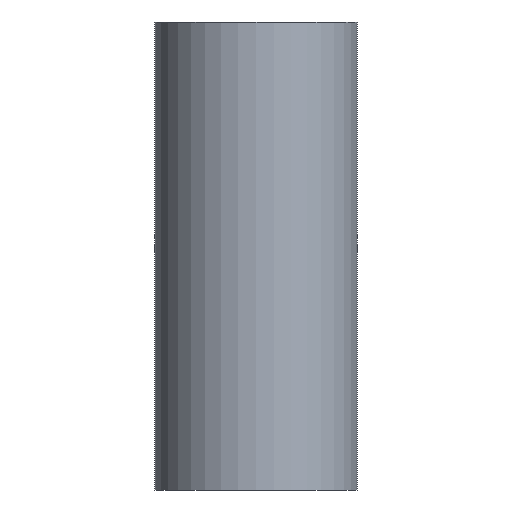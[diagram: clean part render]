
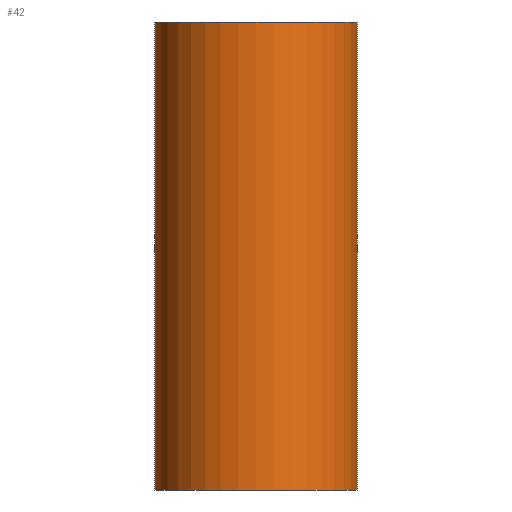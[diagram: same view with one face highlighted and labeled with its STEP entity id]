
A CAD part, front view. The second image highlights one B-rep face of the part: STEP entity #42.
In plain terms, the highlighted cylindrical face has radius 11 mm (diameter 22 mm), a partial arc.
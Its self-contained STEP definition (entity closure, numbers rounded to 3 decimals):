
#42 = ADVANCED_FACE ( 'NONE', ( #2315 ), #631, .T. ) ;
#81 = CARTESIAN_POINT ( 'NONE',  ( 11., 11., 50.8 ) ) ;
#199 = DIRECTION ( 'NONE',  ( 1., 0., 0. ) ) ;
#219 = CARTESIAN_POINT ( 'NONE',  ( 11., 11., 50.8 ) ) ;
#262 = DIRECTION ( 'NONE',  ( 0., 0., -1. ) ) ;
#292 = VERTEX_POINT ( 'NONE', #3774 ) ;
#410 = CIRCLE ( 'NONE', #1116, 11. ) ;
#631 = CYLINDRICAL_SURFACE ( 'NONE', #3852, 11. ) ;
#771 = CARTESIAN_POINT ( 'NONE',  ( -11., 11., 50.8 ) ) ;
#787 = DIRECTION ( 'NONE',  ( 0., 0., -1. ) ) ;
#790 = DIRECTION ( 'NONE',  ( 0., 0., -1. ) ) ;
#907 = EDGE_CURVE ( 'NONE', #2892, #292, #2467, .T. ) ;
#1116 = AXIS2_PLACEMENT_3D ( 'NONE', #3505, #3823, #4127 ) ;
#1139 = CARTESIAN_POINT ( 'NONE',  ( -11., 11., 0. ) ) ;
#1455 = DIRECTION ( 'NONE',  ( 0., 0., 1. ) ) ;
#1504 = ORIENTED_EDGE ( 'NONE', *, *, #2735, .T. ) ;
#1555 = ORIENTED_EDGE ( 'NONE', *, *, #2363, .F. ) ;
#1665 = LINE ( 'NONE', #219, #2877 ) ;
#1860 = LINE ( 'NONE', #771, #3400 ) ;
#2036 = AXIS2_PLACEMENT_3D ( 'NONE', #2418, #1455, #199 ) ;
#2315 = FACE_OUTER_BOUND ( 'NONE', #2942, .T. ) ;
#2363 = EDGE_CURVE ( 'NONE', #4131, #292, #1665, .T. ) ;
#2418 = CARTESIAN_POINT ( 'NONE',  ( 0., 11., 0. ) ) ;
#2435 = CARTESIAN_POINT ( 'NONE',  ( -11., 11., 50.8 ) ) ;
#2450 = EDGE_CURVE ( 'NONE', #3840, #4131, #410, .T. ) ;
#2467 = CIRCLE ( 'NONE', #2036, 11. ) ;
#2704 = CARTESIAN_POINT ( 'NONE',  ( 0., 11., 50.8 ) ) ;
#2735 = EDGE_CURVE ( 'NONE', #3840, #2892, #1860, .T. ) ;
#2877 = VECTOR ( 'NONE', #262, 1000. ) ;
#2892 = VERTEX_POINT ( 'NONE', #1139 ) ;
#2942 = EDGE_LOOP ( 'NONE', ( #1555, #3974, #1504, #3323 ) ) ;
#3323 = ORIENTED_EDGE ( 'NONE', *, *, #907, .T. ) ;
#3400 = VECTOR ( 'NONE', #787, 1000. ) ;
#3505 = CARTESIAN_POINT ( 'NONE',  ( 0., 11., 50.8 ) ) ;
#3646 = DIRECTION ( 'NONE',  ( -1., 0., 0. ) ) ;
#3774 = CARTESIAN_POINT ( 'NONE',  ( 11., 11., 0. ) ) ;
#3823 = DIRECTION ( 'NONE',  ( 0., 0., 1. ) ) ;
#3840 = VERTEX_POINT ( 'NONE', #2435 ) ;
#3852 = AXIS2_PLACEMENT_3D ( 'NONE', #2704, #790, #3646 ) ;
#3974 = ORIENTED_EDGE ( 'NONE', *, *, #2450, .F. ) ;
#4127 = DIRECTION ( 'NONE',  ( 1., 0., 0. ) ) ;
#4131 = VERTEX_POINT ( 'NONE', #81 ) ;
